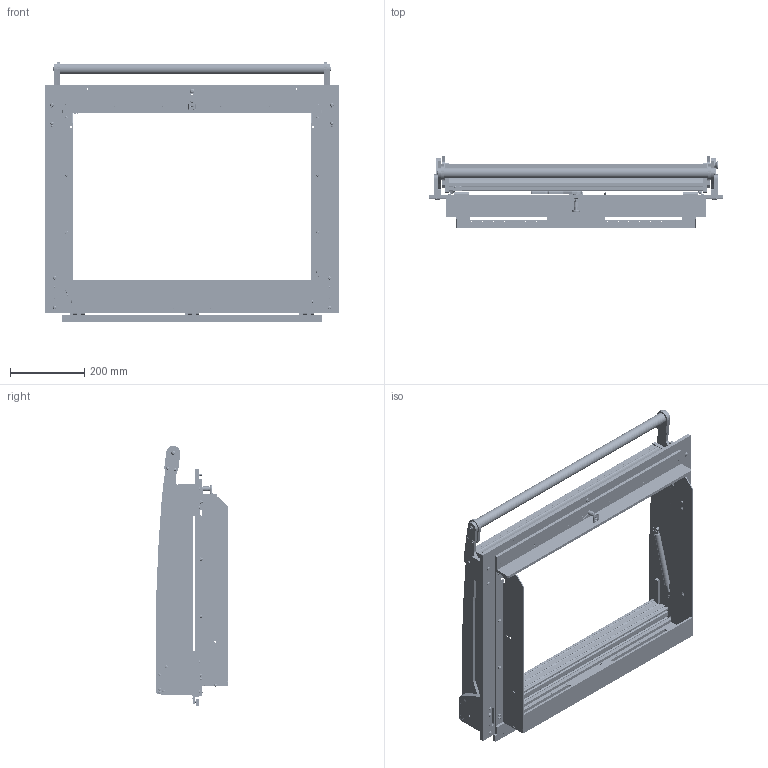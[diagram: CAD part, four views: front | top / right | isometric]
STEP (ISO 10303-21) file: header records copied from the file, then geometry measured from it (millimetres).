
FILE_DESCRIPTION (( 'STEP AP214' ), '1' );
FILE_NAME ('INGUN_116500.STEP', '2024-11-18T09:33:54', ( '' ), ( '' ), 'SwSTEP 2.0', 'SolidWorks 2023', '' );
FILE_SCHEMA (( 'AUTOMOTIVE_DESIGN' ));
Length unit declared in the file: millimetre
Products named in the file (87): DIN914~n_M04,0x05; 114808~1_KUNDE<S>; 2528~0; 114807~2_KUNDE<S>; SCHNORR~n_04,3 M04; 49317~0; 114805~0_KUNDE<S>; K_02038~0; DIN6325~n_03,0m6x010; 114796~0_S; DIN985-A2~n_M05,0; K_02037~0; 114806~0_KUNDE<S>; 114814~0_S; 57801~2_S; 30618~4_S; 40512~8_KUNDE<S>; 114016~1_KUNDE<S>; 31253~0_S; DIN6325~n_04,0m6x014; DIN912~n_M04,0x012; 39893~3_KUNDE<S>; DIN125~n_06,4 M06,0 Fase; DIN912~n_M04,0x016; 47523~0_S; DIN6325~n_02,0m6x020; 30915~0; DIN6325~n_04,0m6x016; 49316~0; ISO7380~n_M05,0x020; 2281~0_180°<Standard>; 32587~7_S; ASR~asr_Øi04,2x05xØa8; 115900~0_S; SCHNORR~n_06,4 M06; DIN6325~n_04,0m6x020; 114803~0_S; ISO7380~n_M04,0x008; ISO7380~n_M06,0x020; 114800~0_S ...
Assembly tree (194 placements, depth 5):
  INGUN_116500
    114795~2_S
      114797~2
      114798~0_S
      114799~0_S
      114796~0_S
      114800~0_S
      2281~0_180°<Standard>  x3
        2281~0
      114803~0_S
      53031~0_S
      35649~1_S
      35651~1_S
      31253~0_S
      30955~0_S
      30915~0
      ASR~asr_Øi04,2x05xØa8  x2
      2528~0  x2
      31109~0
      114566~2_S  x2
        115900~0_S
          115689~0_S
          115901~1_verstemmt <S>
          30618~4_S
          116176~0_S
        DIN912~n_M04,0x016
        SCHNORR~n_04,3 M04
      114802~0_S
      DIN7991~n_M05,0x025  x6
      DIN6325~n_04,0m6x020  x2
      DIN7991~n_M05,0x016  x10
      DIN7991~n_M05,0x020  x6
      SCHNORR~n_05,3 M05  x6
      DIN985-A2~n_M05,0  x6
      DIN6325~n_04,0m6x024
      DIN6325~n_04,0m6x016  x4
      DIN7991~n_M03,0x016 VA  x2
      DIN912~n_M04,0x012
      DIN6325~n_02,0m6x020
      ISO7380~n_M04,0x008  x2
      DIN6325~n_03,0m6x010  x4
      DIN7991~n_M04,0x012  x4
    114804~0_KUNDE<S>
      114806~0_KUNDE<S>
      30951~1_S
    114805~0_KUNDE<S>
      114806~0_KUNDE<S>
      30951~1_S
    114807~2_KUNDE<S>
      114808~1_KUNDE<S>
      114809~1_KUNDE<S>
      34328~1_S  x2
      114810~0_mit Zentrierstifen <S>
      114811~0_S
      32587~7_S
      35097~0
      114812~0
      35151~0_S
      32578~1_S  x2
      ISO7380~n_M03,0x005  x2
Bounding box: 791 x 195.8 x 699.48 mm (x, y, z)
Volume: 6128234.5 mm3; surface area: 2587407 mm2
Topology: 194 solids, 194 shells, 4603 faces, 11542 edges, 7349 vertices
Faces by surface type: cylinder 1969, plane 1693, cone 667, torus 105, sphere 88, bspline 81
Entity records: 83459 total; most frequent: CARTESIAN_POINT 16065, DIRECTION 14408, ORIENTED_EDGE 12896, EDGE_CURVE 6448, AXIS2_PLACEMENT_3D 5505, VERTEX_POINT 4163, LINE 3398, VECTOR 3398
